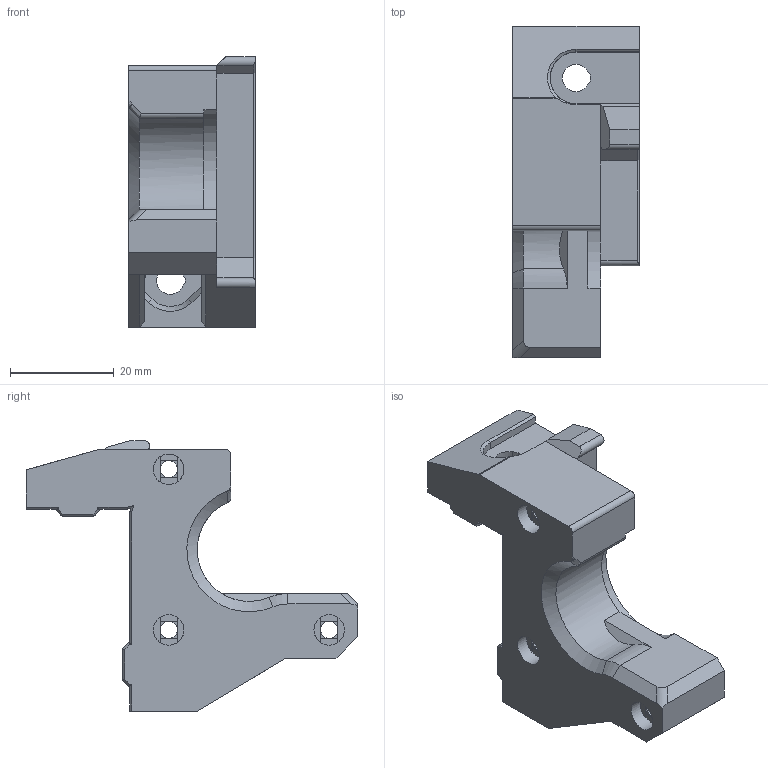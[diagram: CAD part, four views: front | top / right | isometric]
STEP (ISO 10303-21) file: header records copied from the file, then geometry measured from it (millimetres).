
FILE_DESCRIPTION(/* description */ (''),/* implementation_level */ '2;1');
FILE_NAME(/* name */ 'MB-Z10.y-axis.MB-y-motor-mount.step',/* time_stamp */ '2023-03-30T22:41:33+02:00',/* author */ (''),/* organization */ (''),/* preprocessor_version */ 'ST-DEVELOPER v19.2',/* originating_system */ 'Autodesk Translation Framework v11.17.0.187',/* authorisation */ '');
FILE_SCHEMA (('AUTOMOTIVE_DESIGN { 1 0 10303 214 3 1 1 }'));
Length unit declared in the file: millimetre
Products named in the file (2): MB-y-motor-mount; y_motor_mount(Mirror)
Assembly tree (1 placements, depth 2):
  MB-y-motor-mount
    y_motor_mount(Mirror)
Bounding box: 24.4 x 64 x 52.2 mm (x, y, z)
Volume: 24624.6 mm3; surface area: 9262.3 mm2
Topology: 1 solids, 5 shells, 192 faces, 497 edges, 315 vertices
Faces by surface type: plane 147, cylinder 25, bspline 16, cone 4
Full cylindrical faces by diameter (mm): 3.3 x3, 5.9 x3
Entity records: 6809 total; most frequent: CARTESIAN_POINT 2119, ORIENTED_EDGE 994, DIRECTION 905, EDGE_CURVE 497, LINE 355, VECTOR 355, VERTEX_POINT 315, AXIS2_PLACEMENT_3D 275
